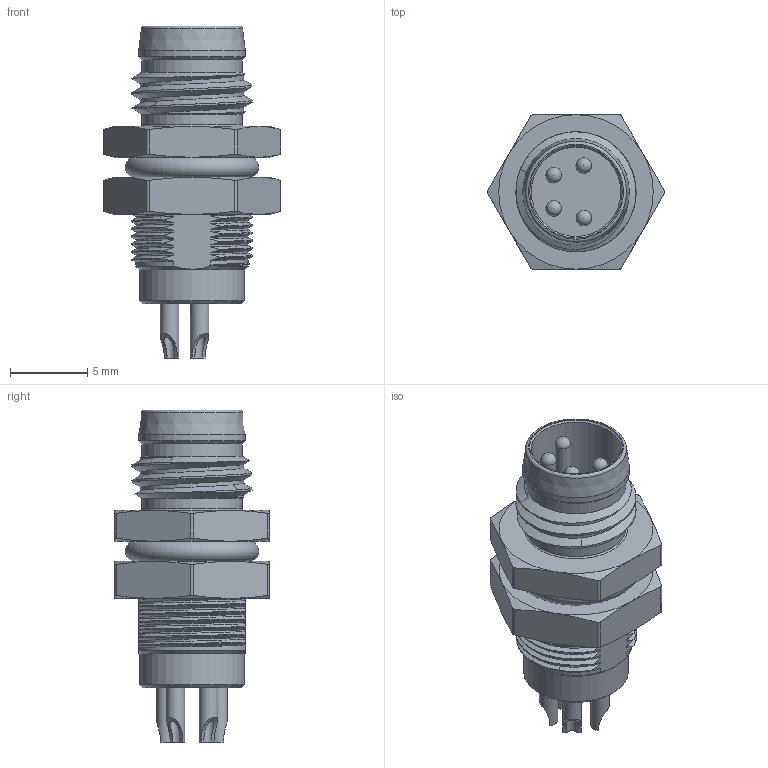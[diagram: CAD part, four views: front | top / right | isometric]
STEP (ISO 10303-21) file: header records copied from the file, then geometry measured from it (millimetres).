
FILE_DESCRIPTION(/* description */ (''),/* implementation_level */ '2;1');
FILE_NAME(/* name */ '3D_M8-M04-BK-M8-C_V1.0.stp',/* time_stamp */ '2023-08-23T18:07:13+08:00',/* author */ (''),/* organization */ (''),/* preprocessor_version */ 'ST-DEVELOPER v18.1',/* originating_system */ 'SIEMENS PLM Software NX 1980',/* authorisation */ '');
FILE_SCHEMA (('AUTOMOTIVE_DESIGN { 1 0 10303 214 3 1 1 1 }'));
Length unit declared in the file: millimetre
Products named in the file (1): 11111
Bounding box: 11.48 x 10 x 21.5 mm (x, y, z)
Volume: 800 mm3; surface area: 1019.2 mm2
Topology: 1 solids, 4 shells, 185 faces, 510 edges, 338 vertices
Faces by surface type: cylinder 69, cone 68, plane 31, torus 7, bspline 6, sphere 4
Full cylindrical faces by diameter (mm): 0.7 x4, 1 x4, 1.2 x4, 5.8 x1, 6.5 x2, 6.8 x1, 6.9 x1
Entity records: 6955 total; most frequent: CARTESIAN_POINT 3179, ORIENTED_EDGE 866, DIRECTION 566, EDGE_CURVE 433, B_SPLINE_CURVE_WITH_KNOTS 307, VERTEX_POINT 302, AXIS2_PLACEMENT_3D 260, EDGE_LOOP 229
